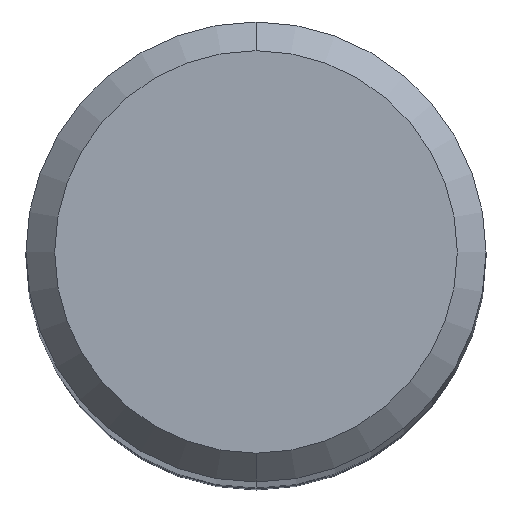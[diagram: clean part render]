
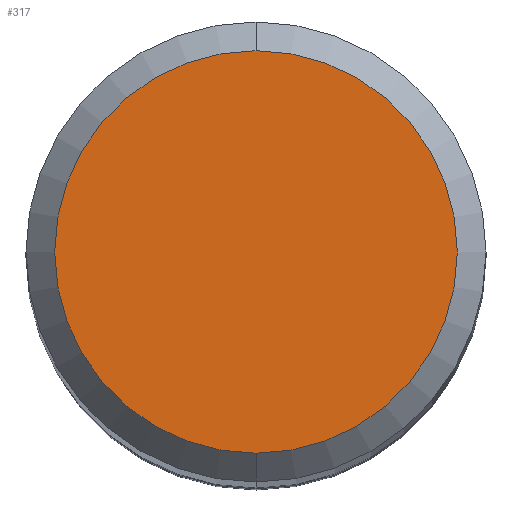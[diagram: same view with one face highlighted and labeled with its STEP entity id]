
A CAD part, top view. The second image highlights one B-rep face of the part: STEP entity #317.
In plain terms, the highlighted planar face has unit normal (0, 0, 1).
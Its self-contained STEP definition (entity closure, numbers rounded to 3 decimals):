
#187=EDGE_CURVE('',#233,#343,#424,.T.);
#233=VERTEX_POINT('',#476);
#293=EDGE_CURVE('',#343,#233,#539,.T.);
#317=ADVANCED_FACE('',(#568),#569,.T.);
#343=VERTEX_POINT('',#601);
#424=CIRCLE('',#690,2.8);
#476=CARTESIAN_POINT('',(0.0,2.8,0.0));
#539=CIRCLE('',#841,2.8);
#568=FACE_OUTER_BOUND('',#878,.T.);
#569=PLANE('',#879);
#601=CARTESIAN_POINT('',(0.,-2.8,0.0));
#690=AXIS2_PLACEMENT_3D('',#1003,#1004,#1005);
#841=AXIS2_PLACEMENT_3D('',#1124,#1125,#1126);
#878=EDGE_LOOP('',(#1177,#1178));
#879=AXIS2_PLACEMENT_3D('',#1179,#1180,#1181);
#1003=CARTESIAN_POINT('',(0.0,0.0,0.0));
#1004=DIRECTION('',(0.0,0.0,-1.0));
#1005=DIRECTION('',(0.0,1.0,0.0));
#1124=CARTESIAN_POINT('',(0.0,0.0,0.0));
#1125=DIRECTION('',(0.0,0.0,-1.0));
#1126=DIRECTION('',(0.0,1.0,0.0));
#1177=ORIENTED_EDGE('',*,*,#187,.F.);
#1178=ORIENTED_EDGE('',*,*,#293,.F.);
#1179=CARTESIAN_POINT('',(0.0,1.4,0.0));
#1180=DIRECTION('',(-0.0,0.0,1.0));
#1181=DIRECTION('',(0.0,-1.0,0.0));
